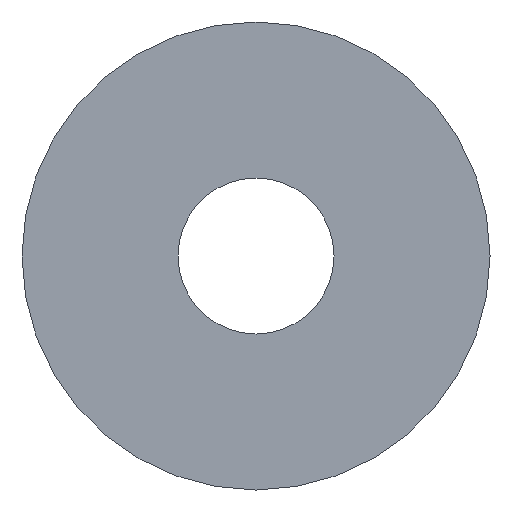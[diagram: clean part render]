
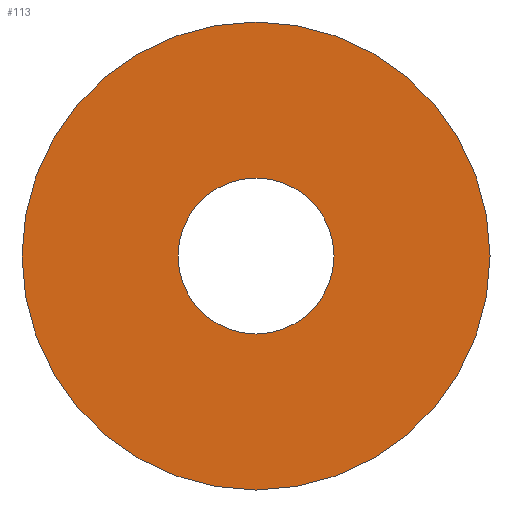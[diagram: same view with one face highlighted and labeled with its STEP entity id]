
A CAD part, front view. The second image highlights one B-rep face of the part: STEP entity #113.
In plain terms, the highlighted planar face has unit normal (0, -1, 0).
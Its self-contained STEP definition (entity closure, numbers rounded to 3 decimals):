
#17=FACE_BOUND('',#40,.T.);
#21=PLANE('',#149);
#29=FACE_OUTER_BOUND('',#39,.T.);
#39=EDGE_LOOP('',(#99));
#40=EDGE_LOOP('',(#100));
#56=CIRCLE('',#145,5.);
#58=CIRCLE('',#148,15.);
#64=VERTEX_POINT('',#207);
#66=VERTEX_POINT('',#213);
#74=EDGE_CURVE('',#64,#64,#56,.T.);
#78=EDGE_CURVE('',#66,#66,#58,.T.);
#99=ORIENTED_EDGE('',*,*,#78,.T.);
#100=ORIENTED_EDGE('',*,*,#74,.T.);
#113=ADVANCED_FACE('',(#29,#17),#21,.F.);
#145=AXIS2_PLACEMENT_3D('',#208,#175,#176);
#148=AXIS2_PLACEMENT_3D('',#215,#183,#184);
#149=AXIS2_PLACEMENT_3D('',#216,#185,#186);
#175=DIRECTION('center_axis',(0.,1.,0.));
#176=DIRECTION('ref_axis',(1.,0.,0.));
#183=DIRECTION('center_axis',(0.,-1.,0.));
#184=DIRECTION('ref_axis',(1.,0.,0.));
#185=DIRECTION('center_axis',(0.,1.,0.));
#186=DIRECTION('ref_axis',(0.,0.,1.));
#207=CARTESIAN_POINT('',(-5.,0.,0.));
#208=CARTESIAN_POINT('Origin',(0.,0.,0.));
#213=CARTESIAN_POINT('',(-15.,0.,0.));
#215=CARTESIAN_POINT('Origin',(0.,0.,0.));
#216=CARTESIAN_POINT('Origin',(0.,0.,0.));
